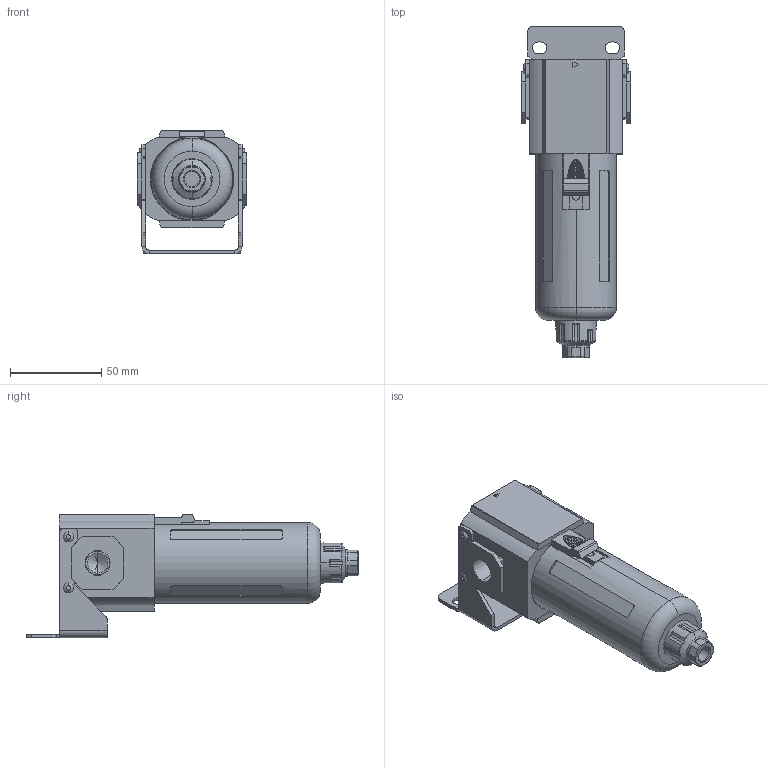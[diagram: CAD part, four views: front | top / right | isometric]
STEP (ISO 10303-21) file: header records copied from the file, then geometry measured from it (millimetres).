
FILE_DESCRIPTION (( 'STEP AP203' ), '1' );
FILE_NAME ('AF-323-A.step', '2015-11-09T22:37:11', ( '' ), ( '' ), 'SwSTEP 2.0', 'SolidWorks 2015', '' );
FILE_SCHEMA (( 'CONFIG_CONTROL_DESIGN' ));
Length unit declared in the file: millimetre
Products named in the file (1): AF-323-A
Bounding box: 60 x 182.3 x 67.7 mm (x, y, z)
Volume: 206182.9 mm3; surface area: 60573.9 mm2
Topology: 9 solids, 9 shells, 390 faces, 1011 edges, 654 vertices
Faces by surface type: plane 246, cylinder 94, torus 27, cone 23
Entity records: 12184 total; most frequent: CARTESIAN_POINT 2595, ORIENTED_EDGE 2014, DIRECTION 1950, EDGE_CURVE 1007, AXIS2_PLACEMENT_3D 677, VERTEX_POINT 654, VECTOR 596, LINE 596
